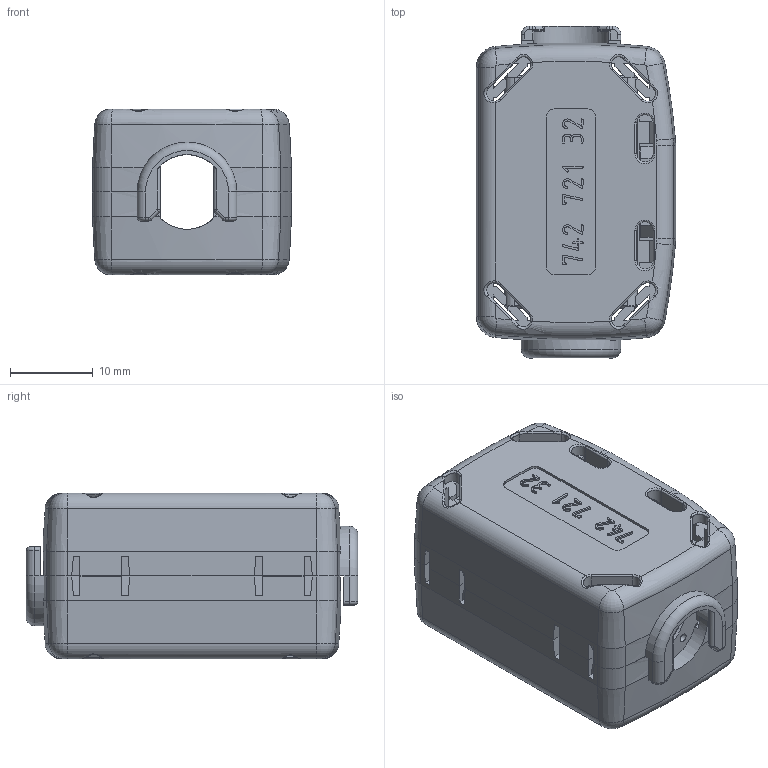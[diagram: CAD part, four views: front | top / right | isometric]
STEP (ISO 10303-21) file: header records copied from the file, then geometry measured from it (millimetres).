
FILE_DESCRIPTION(/* description */ (''),/* implementation_level */ '2;1');
FILE_NAME(/* name */ '74272132',/* time_stamp */ '2018-07-16T15:05:36+02:00',/* author */ ('WJ'),/* organization */ ('WÃ¼rth Elektronik eiSos GmbH & Co. KG'),/* preprocessor_version */ 'ST-DEVELOPER v16.7',/* originating_system */ 'DEX',/* authorisation */ $);
FILE_SCHEMA (('AUTOMOTIVE_DESIGN {1 0 10303 214 3 1 1}'));
Length unit declared in the file: millimetre
Products named in the file (4): 74272132; X-74272132_1; 742 7213C; X-74272132_2
Assembly tree (4 placements, depth 2):
  74272132
    X-74272132_1
    742 7213C  x2
    X-74272132_2
Bounding box: 24 x 40 x 20 mm (x, y, z)
Volume: 10720.8 mm3; surface area: 11651.8 mm2
Topology: 4 solids, 4 shells, 1551 faces, 4275 edges, 2771 vertices
Faces by surface type: plane 1009, bspline 220, cylinder 218, torus 56, cone 42, sphere 6
Full cylindrical faces by diameter (mm): 3 x2, 4.289 x1, 4.95 x1
Entity records: 54446 total; most frequent: CARTESIAN_POINT 16803, ORIENTED_EDGE 8376, DIRECTION 6884, EDGE_CURVE 4188, LINE 3038, VECTOR 3038, VERTEX_POINT 2722, AXIS2_PLACEMENT_3D 1923
